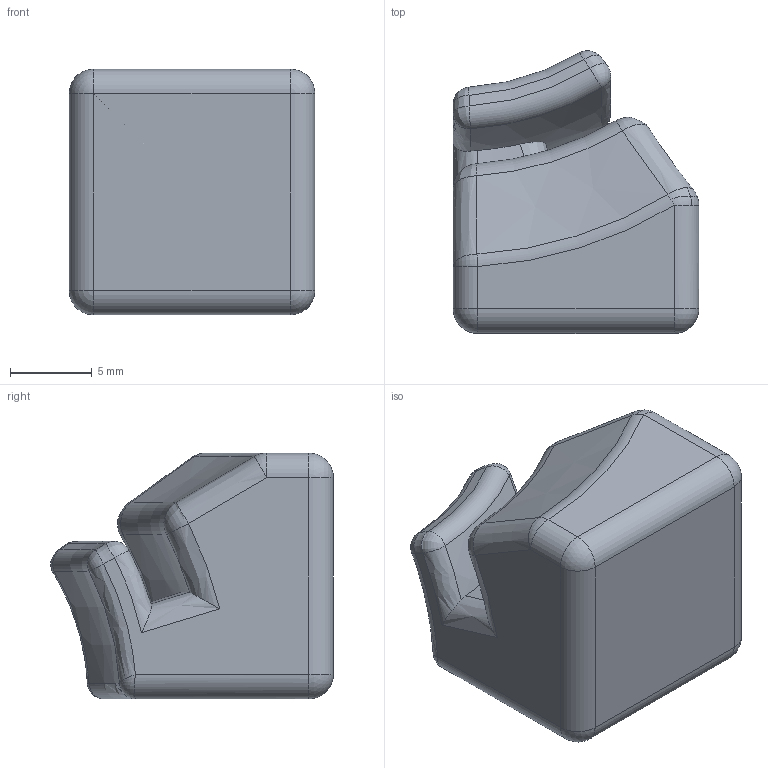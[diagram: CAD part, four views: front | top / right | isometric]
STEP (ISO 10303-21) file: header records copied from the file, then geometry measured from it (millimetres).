
FILE_DESCRIPTION(('STEP AP203'), '1');
FILE_NAME('4', '', ('UNSPECIFIED'), ('UNSPECIFIED'), 'C3D Converter', 'C3D Toolkit', '');
FILE_SCHEMA(('CONFIG_CONTROL_DESIGN'));
Length unit declared in the file: millimetre
Bounding box: 15 x 17.27 x 15 mm (x, y, z)
Volume: 2378.9 mm3; surface area: 1153.5 mm2
Topology: 1 solids, 1 shells, 65 faces, 152 edges, 73 vertices
Faces by surface type: bspline 30, cylinder 9, torus 8, sphere 7, plane 6, cone 5
Entity records: 6302 total; most frequent: CARTESIAN_POINT 4555, ORIENTED_EDGE 272, DIRECTION 198, EDGE_CURVE 136, AXIS2_PLACEMENT_3D 90, VERTEX_POINT 73, COLOUR_RGB 66, FILL_AREA_STYLE_COLOUR 66
